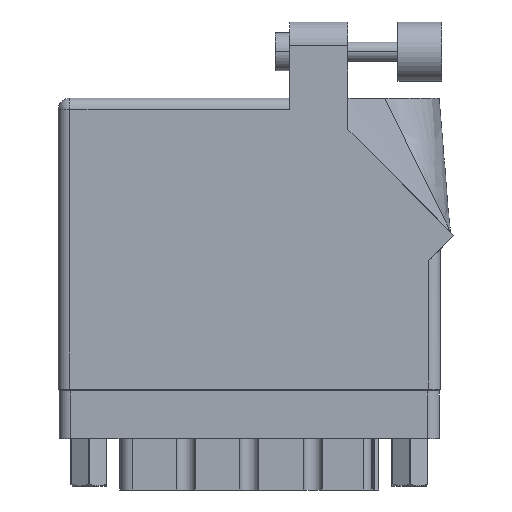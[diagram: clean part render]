
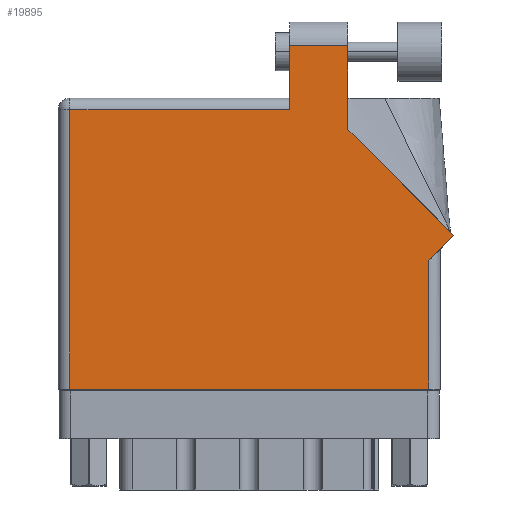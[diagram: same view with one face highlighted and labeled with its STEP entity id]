
A CAD part, front view. The second image highlights one B-rep face of the part: STEP entity #19895.
In plain terms, the highlighted face is planar.
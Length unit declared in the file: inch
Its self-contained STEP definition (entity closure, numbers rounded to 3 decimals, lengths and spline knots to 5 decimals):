
#34 = CARTESIAN_POINT ( 'NONE',  ( 0., 0., 0. ) ) ;
#139 = DIRECTION ( 'NONE',  ( 0., -1., 0. ) ) ;
#1987 = CARTESIAN_POINT ( 'NONE',  ( 0.062, 1.468, 0. ) ) ;
#2049 = PLANE ( 'NONE',  #43833 ) ;
#2163 = CARTESIAN_POINT ( 'NONE',  ( 1.524, 1.36442, 0. ) ) ;
#2807 = LINE ( 'NONE', #34, #34691 ) ;
#3369 = VECTOR ( 'NONE', #35256, 39.37008 ) ;
#3401 = VERTEX_POINT ( 'NONE', #5567 ) ;
#4376 = VERTEX_POINT ( 'NONE', #36257 ) ;
#5171 = ORIENTED_EDGE ( 'NONE', *, *, #31873, .T. ) ;
#5567 = CARTESIAN_POINT ( 'NONE',  ( 1.524, 1.805, 0. ) ) ;
#5861 = DIRECTION ( 'NONE',  ( 0.707, 0.707, 0. ) ) ;
#7959 = ORIENTED_EDGE ( 'NONE', *, *, #18518, .T. ) ;
#9280 = LINE ( 'NONE', #31419, #35762 ) ;
#10260 = VERTEX_POINT ( 'NONE', #1987 ) ;
#10421 = ORIENTED_EDGE ( 'NONE', *, *, #31498, .T. ) ;
#10759 = VECTOR ( 'NONE', #35026, 39.37008 ) ;
#11096 = VERTEX_POINT ( 'NONE', #21186 ) ;
#11162 = DIRECTION ( 'NONE',  ( 1., 0., 0. ) ) ;
#11361 = CARTESIAN_POINT ( 'NONE',  ( 0.062, 0., 0. ) ) ;
#11768 = LINE ( 'NONE', #11881, #3369 ) ;
#11881 = CARTESIAN_POINT ( 'NONE',  ( 0., 1.468, 0. ) ) ;
#13149 = CARTESIAN_POINT ( 'NONE',  ( 2.08071, 0.80771, 0. ) ) ;
#13346 = DIRECTION ( 'NONE',  ( 0., 0., -1. ) ) ;
#14346 = CARTESIAN_POINT ( 'NONE',  ( 1.217, 1.805, 0. ) ) ;
#18286 = EDGE_CURVE ( 'NONE', #34684, #44883, #2807, .T. ) ;
#18518 = EDGE_CURVE ( 'NONE', #10260, #34684, #28641, .T. ) ;
#18994 = VERTEX_POINT ( 'NONE', #36174 ) ;
#19588 = VECTOR ( 'NONE', #43964, 39.37008 ) ;
#19895 = ADVANCED_FACE ( 'NONE', ( #24449 ), #2049, .F. ) ;
#20578 = CARTESIAN_POINT ( 'NONE',  ( 0.062, 0., 0. ) ) ;
#21186 = CARTESIAN_POINT ( 'NONE',  ( 1.217, 1.468, 0. ) ) ;
#21870 = DIRECTION ( 'NONE',  ( -1., 0., 0. ) ) ;
#22490 = ORIENTED_EDGE ( 'NONE', *, *, #33336, .T. ) ;
#24449 = FACE_OUTER_BOUND ( 'NONE', #37030, .T. ) ;
#25055 = ORIENTED_EDGE ( 'NONE', *, *, #33619, .T. ) ;
#26225 = VECTOR ( 'NONE', #139, 39.37008 ) ;
#26762 = CARTESIAN_POINT ( 'NONE',  ( 1.948, 0.737, 0. ) ) ;
#28641 = LINE ( 'NONE', #20578, #19588 ) ;
#29357 = CARTESIAN_POINT ( 'NONE',  ( 1.217, 1.805, 0. ) ) ;
#31419 = CARTESIAN_POINT ( 'NONE',  ( 2.08071, 0.80771, 0. ) ) ;
#31498 = EDGE_CURVE ( 'NONE', #44883, #4376, #49325, .T. ) ;
#31582 = DIRECTION ( 'NONE',  ( -0.707, 0.707, 0. ) ) ;
#31616 = LINE ( 'NONE', #48454, #46105 ) ;
#31873 = EDGE_CURVE ( 'NONE', #3401, #39908, #44507, .T. ) ;
#33010 = EDGE_CURVE ( 'NONE', #39908, #11096, #39571, .T. ) ;
#33120 = CARTESIAN_POINT ( 'NONE',  ( 1.948, 0., 0. ) ) ;
#33336 = EDGE_CURVE ( 'NONE', #18994, #3401, #39521, .T. ) ;
#33619 = EDGE_CURVE ( 'NONE', #11096, #10260, #11768, .T. ) ;
#33635 = CARTESIAN_POINT ( 'NONE',  ( 1.217, 1.53, 0. ) ) ;
#34197 = VECTOR ( 'NONE', #21870, 39.37008 ) ;
#34684 = VERTEX_POINT ( 'NONE', #11361 ) ;
#34691 = VECTOR ( 'NONE', #11162, 39.37008 ) ;
#35026 = DIRECTION ( 'NONE',  ( 0., 1., 0. ) ) ;
#35256 = DIRECTION ( 'NONE',  ( -1., 0., 0. ) ) ;
#35762 = VECTOR ( 'NONE', #31582, 39.37008 ) ;
#35924 = EDGE_CURVE ( 'NONE', #4376, #40500, #31616, .T. ) ;
#36174 = CARTESIAN_POINT ( 'NONE',  ( 1.524, 1.36442, 0. ) ) ;
#36257 = CARTESIAN_POINT ( 'NONE',  ( 1.948, 0.675, 0. ) ) ;
#36746 = DIRECTION ( 'NONE',  ( -1., 0., 0. ) ) ;
#37030 = EDGE_LOOP ( 'NONE', ( #22490, #5171, #38611, #25055, #7959, #40116, #10421, #37923, #41524 ) ) ;
#37923 = ORIENTED_EDGE ( 'NONE', *, *, #35924, .T. ) ;
#38611 = ORIENTED_EDGE ( 'NONE', *, *, #33010, .T. ) ;
#39521 = LINE ( 'NONE', #2163, #41321 ) ;
#39571 = LINE ( 'NONE', #33635, #26225 ) ;
#39908 = VERTEX_POINT ( 'NONE', #29357 ) ;
#40116 = ORIENTED_EDGE ( 'NONE', *, *, #18286, .T. ) ;
#40500 = VERTEX_POINT ( 'NONE', #13149 ) ;
#41321 = VECTOR ( 'NONE', #48962, 39.37008 ) ;
#41524 = ORIENTED_EDGE ( 'NONE', *, *, #44614, .T. ) ;
#43833 = AXIS2_PLACEMENT_3D ( 'NONE', #47526, #13346, #36746 ) ;
#43964 = DIRECTION ( 'NONE',  ( 0., -1., 0. ) ) ;
#44507 = LINE ( 'NONE', #14346, #34197 ) ;
#44614 = EDGE_CURVE ( 'NONE', #40500, #18994, #9280, .T. ) ;
#44883 = VERTEX_POINT ( 'NONE', #33120 ) ;
#46105 = VECTOR ( 'NONE', #5861, 39.37008 ) ;
#47526 = CARTESIAN_POINT ( 'NONE',  ( 0., 1.53, 0. ) ) ;
#48454 = CARTESIAN_POINT ( 'NONE',  ( 2.01, 0.737, 0. ) ) ;
#48962 = DIRECTION ( 'NONE',  ( 0., 1., 0. ) ) ;
#49325 = LINE ( 'NONE', #26762, #10759 ) ;
